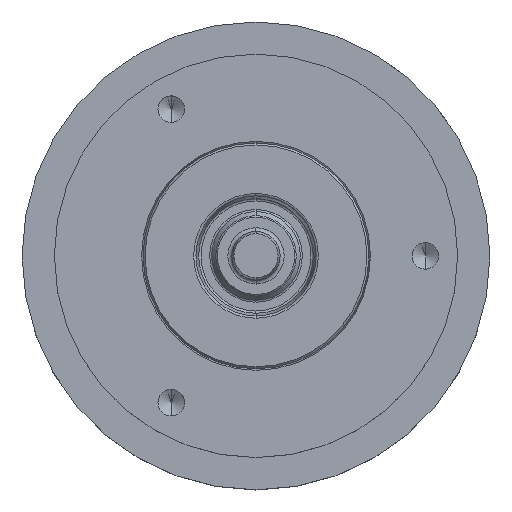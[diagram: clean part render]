
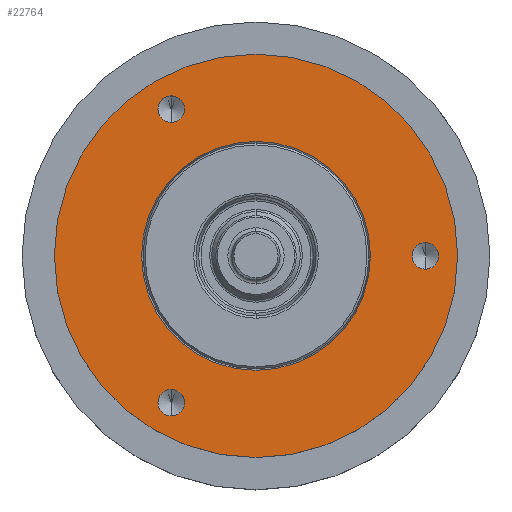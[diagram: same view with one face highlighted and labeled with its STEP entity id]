
A CAD part, top view. The second image highlights one B-rep face of the part: STEP entity #22764.
In plain terms, the highlighted planar face has unit normal (0, 0, 1).
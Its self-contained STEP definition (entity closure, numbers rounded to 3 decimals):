
#4158=CARTESIAN_POINT('',(0.,0.,27.));
#4159=DIRECTION('',(0.,0.,-1.));
#4160=DIRECTION('',(0.,1.,0.));
#4161=AXIS2_PLACEMENT_3D('',#4158,#4159,#4160);
#4163=CARTESIAN_POINT('',(0.,0.,27.));
#4164=DIRECTION('',(0.,0.,-1.));
#4165=DIRECTION('',(0.,-1.,0.));
#4166=AXIS2_PLACEMENT_3D('',#4163,#4164,#4165);
#4168=CARTESIAN_POINT('',(21.,0.,27.));
#4169=DIRECTION('',(0.,0.,1.));
#4170=DIRECTION('',(0.,-1.,0.));
#4171=AXIS2_PLACEMENT_3D('',#4168,#4169,#4170);
#4173=CARTESIAN_POINT('',(21.,0.,27.));
#4174=DIRECTION('',(0.,0.,1.));
#4175=DIRECTION('',(0.,1.,0.));
#4176=AXIS2_PLACEMENT_3D('',#4173,#4174,#4175);
#4178=CARTESIAN_POINT('',(-10.5,-18.187,27.));
#4179=DIRECTION('',(0.,0.,1.));
#4180=DIRECTION('',(0.,-1.,0.));
#4181=AXIS2_PLACEMENT_3D('',#4178,#4179,#4180);
#4183=CARTESIAN_POINT('',(-10.5,-18.187,27.));
#4184=DIRECTION('',(0.,0.,1.));
#4185=DIRECTION('',(0.,1.,0.));
#4186=AXIS2_PLACEMENT_3D('',#4183,#4184,#4185);
#4188=CARTESIAN_POINT('',(-10.5,18.187,27.));
#4189=DIRECTION('',(0.,0.,1.));
#4190=DIRECTION('',(0.,-1.,0.));
#4191=AXIS2_PLACEMENT_3D('',#4188,#4189,#4190);
#4193=CARTESIAN_POINT('',(-10.5,18.187,27.));
#4194=DIRECTION('',(0.,0.,1.));
#4195=DIRECTION('',(0.,1.,0.));
#4196=AXIS2_PLACEMENT_3D('',#4193,#4194,#4195);
#4203=CARTESIAN_POINT('',(0.,0.,27.));
#4204=DIRECTION('',(0.,0.,-1.));
#4205=DIRECTION('',(-1.,0.,0.));
#4206=AXIS2_PLACEMENT_3D('',#4203,#4204,#4205);
#4221=CARTESIAN_POINT('',(0.,0.,27.));
#4222=DIRECTION('',(0.,0.,-1.));
#4223=DIRECTION('',(1.,0.,0.));
#4224=AXIS2_PLACEMENT_3D('',#4221,#4222,#4223);
#17507=CARTESIAN_POINT('',(0.,25.,27.));
#17508=CARTESIAN_POINT('',(0.,-25.,27.));
#17509=VERTEX_POINT('',#17507);
#17510=VERTEX_POINT('',#17508);
#17535=CARTESIAN_POINT('',(14.188,0.,27.));
#17536=CARTESIAN_POINT('',(-14.188,0.,27.));
#17537=VERTEX_POINT('',#17535);
#17538=VERTEX_POINT('',#17536);
#17549=CARTESIAN_POINT('',(21.,-1.65,27.));
#17550=CARTESIAN_POINT('',(21.,1.65,27.));
#17551=VERTEX_POINT('',#17549);
#17552=VERTEX_POINT('',#17550);
#17559=CARTESIAN_POINT('',(-10.5,-19.837,27.));
#17560=CARTESIAN_POINT('',(-10.5,-16.537,27.));
#17561=VERTEX_POINT('',#17559);
#17562=VERTEX_POINT('',#17560);
#17569=CARTESIAN_POINT('',(-10.5,16.537,27.));
#17570=CARTESIAN_POINT('',(-10.5,19.837,27.));
#17571=VERTEX_POINT('',#17569);
#17572=VERTEX_POINT('',#17570);
#22730=CARTESIAN_POINT('',(0.,0.,27.));
#22731=DIRECTION('',(0.,0.,1.));
#22732=DIRECTION('',(1.,0.,0.));
#22733=AXIS2_PLACEMENT_3D('',#22730,#22731,#22732);
#22734=PLANE('',#22733);
#22736=ORIENTED_EDGE('',*,*,#22735,.T.);
#22737=ORIENTED_EDGE('',*,*,#22720,.T.);
#22738=EDGE_LOOP('',(#22736,#22737));
#22739=FACE_OUTER_BOUND('',#22738,.F.);
#22741=ORIENTED_EDGE('',*,*,#22740,.F.);
#22743=ORIENTED_EDGE('',*,*,#22742,.F.);
#22744=EDGE_LOOP('',(#22741,#22743));
#22745=FACE_BOUND('',#22744,.F.);
#22747=ORIENTED_EDGE('',*,*,#22746,.T.);
#22749=ORIENTED_EDGE('',*,*,#22748,.T.);
#22750=EDGE_LOOP('',(#22747,#22749));
#22751=FACE_BOUND('',#22750,.F.);
#22753=ORIENTED_EDGE('',*,*,#22752,.T.);
#22755=ORIENTED_EDGE('',*,*,#22754,.T.);
#22756=EDGE_LOOP('',(#22753,#22755));
#22757=FACE_BOUND('',#22756,.F.);
#22759=ORIENTED_EDGE('',*,*,#22758,.T.);
#22761=ORIENTED_EDGE('',*,*,#22760,.T.);
#22762=EDGE_LOOP('',(#22759,#22761));
#22763=FACE_BOUND('',#22762,.F.);
#4162=CIRCLE('',#4161,25.);
#4167=CIRCLE('',#4166,25.);
#4172=CIRCLE('',#4171,1.65);
#4177=CIRCLE('',#4176,1.65);
#4182=CIRCLE('',#4181,1.65);
#4187=CIRCLE('',#4186,1.65);
#4192=CIRCLE('',#4191,1.65);
#4197=CIRCLE('',#4196,1.65);
#4207=CIRCLE('',#4206,14.188);
#4225=CIRCLE('',#4224,14.188);
#22720=EDGE_CURVE('',#17510,#17509,#4167,.T.);
#22735=EDGE_CURVE('',#17509,#17510,#4162,.T.);
#22740=EDGE_CURVE('',#17538,#17537,#4207,.T.);
#22742=EDGE_CURVE('',#17537,#17538,#4225,.T.);
#22746=EDGE_CURVE('',#17551,#17552,#4172,.T.);
#22748=EDGE_CURVE('',#17552,#17551,#4177,.T.);
#22752=EDGE_CURVE('',#17561,#17562,#4182,.T.);
#22754=EDGE_CURVE('',#17562,#17561,#4187,.T.);
#22758=EDGE_CURVE('',#17571,#17572,#4192,.T.);
#22760=EDGE_CURVE('',#17572,#17571,#4197,.T.);
#22764=ADVANCED_FACE('',(#22739,#22745,#22751,#22757,#22763),#22734,.T.);
